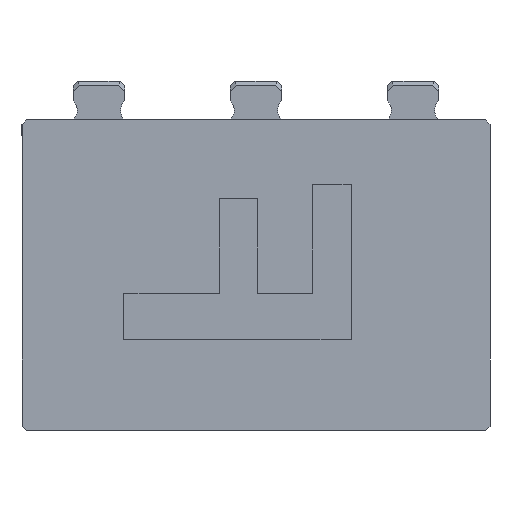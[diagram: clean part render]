
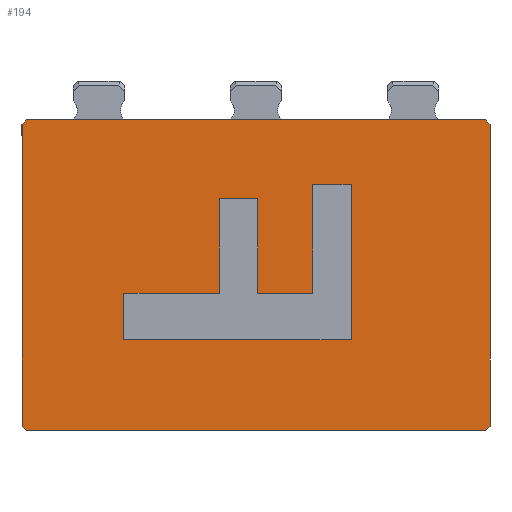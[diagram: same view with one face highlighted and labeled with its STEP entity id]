
A CAD part, front view. The second image highlights one B-rep face of the part: STEP entity #194.
In plain terms, the highlighted planar face has unit normal (0, -1, 0).
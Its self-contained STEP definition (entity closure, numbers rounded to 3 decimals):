
#194=ADVANCED_FACE('',(#435),#3773,.T.);
#435=FACE_OUTER_BOUND('',#676,.T.);
#676=EDGE_LOOP('',(#1666,#1667,#1668,#1669,#1670,#1671,#1672,#1673));
#1666=ORIENTED_EDGE('',*,*,#2456,.T.);
#1667=ORIENTED_EDGE('',*,*,#2460,.T.);
#1668=ORIENTED_EDGE('',*,*,#2463,.T.);
#1669=ORIENTED_EDGE('',*,*,#2466,.T.);
#1670=ORIENTED_EDGE('',*,*,#2469,.T.);
#1671=ORIENTED_EDGE('',*,*,#2472,.T.);
#1672=ORIENTED_EDGE('',*,*,#2475,.T.);
#1673=ORIENTED_EDGE('',*,*,#2477,.T.);
#2456=EDGE_CURVE('',#3587,#3586,#2795,.T.);
#2460=EDGE_CURVE('',#3586,#3589,#2799,.T.);
#2463=EDGE_CURVE('',#3589,#3591,#2802,.T.);
#2466=EDGE_CURVE('',#3591,#3593,#2805,.T.);
#2469=EDGE_CURVE('',#3593,#3595,#2808,.T.);
#2472=EDGE_CURVE('',#3595,#3597,#2811,.T.);
#2475=EDGE_CURVE('',#3597,#3599,#2814,.T.);
#2477=EDGE_CURVE('',#3599,#3587,#2816,.T.);
#2795=B_SPLINE_CURVE_WITH_KNOTS('',1,(#7307,#7308),.UNSPECIFIED.,.F.,.F.,
(2,2),(-696.99,-650.83),.UNSPECIFIED.);
#2799=B_SPLINE_CURVE_WITH_KNOTS('',1,(#7315,#7316),.UNSPECIFIED.,.F.,.F.,
(2,2),(-650.83,-649.84),.UNSPECIFIED.);
#2802=B_SPLINE_CURVE_WITH_KNOTS('',1,(#7321,#7322),.UNSPECIFIED.,.F.,.F.,
(2,2),(-649.84,-579.68),.UNSPECIFIED.);
#2805=B_SPLINE_CURVE_WITH_KNOTS('',1,(#7327,#7328),.UNSPECIFIED.,.F.,.F.,
(2,2),(-579.68,-578.69),.UNSPECIFIED.);
#2808=B_SPLINE_CURVE_WITH_KNOTS('',1,(#7333,#7334),.UNSPECIFIED.,.F.,.F.,
(2,2),(-578.69,-532.53),.UNSPECIFIED.);
#2811=B_SPLINE_CURVE_WITH_KNOTS('',1,(#7339,#7340),.UNSPECIFIED.,.F.,.F.,
(2,2),(-532.53,-531.54),.UNSPECIFIED.);
#2814=B_SPLINE_CURVE_WITH_KNOTS('',1,(#7345,#7346),.UNSPECIFIED.,.F.,.F.,
(2,2),(-531.54,-461.38),.UNSPECIFIED.);
#2816=B_SPLINE_CURVE_WITH_KNOTS('',1,(#7349,#7350),.UNSPECIFIED.,.F.,.F.,
(2,2),(-461.38,-460.39),.UNSPECIFIED.);
#3586=VERTEX_POINT('',#7253);
#3587=VERTEX_POINT('',#7254);
#3589=VERTEX_POINT('',#7256);
#3591=VERTEX_POINT('',#7258);
#3593=VERTEX_POINT('',#7260);
#3595=VERTEX_POINT('',#7262);
#3597=VERTEX_POINT('',#7264);
#3599=VERTEX_POINT('',#7266);
#3773=PLANE('',#4034);
#4034=AXIS2_PLACEMENT_3D('',#7025,#4157,$);
#4157=DIRECTION('',(0.,-1.,0.));
#7025=CARTESIAN_POINT('',(81.196,78.928,-6.062));
#7253=CARTESIAN_POINT('',(163.321,78.928,47.8));
#7254=CARTESIAN_POINT('',(163.321,78.928,0.7));
#7256=CARTESIAN_POINT('',(162.621,78.928,48.5));
#7258=CARTESIAN_POINT('',(91.021,78.928,48.5));
#7260=CARTESIAN_POINT('',(90.321,78.928,47.8));
#7262=CARTESIAN_POINT('',(90.321,78.928,0.7));
#7264=CARTESIAN_POINT('',(91.021,78.928,0.));
#7266=CARTESIAN_POINT('',(162.621,78.928,0.));
#7307=CARTESIAN_POINT('',(163.321,78.928,0.7));
#7308=CARTESIAN_POINT('',(163.321,78.928,47.8));
#7315=CARTESIAN_POINT('',(163.321,78.928,47.8));
#7316=CARTESIAN_POINT('',(162.621,78.928,48.5));
#7321=CARTESIAN_POINT('',(162.621,78.928,48.5));
#7322=CARTESIAN_POINT('',(91.021,78.928,48.5));
#7327=CARTESIAN_POINT('',(91.021,78.928,48.5));
#7328=CARTESIAN_POINT('',(90.321,78.928,47.8));
#7333=CARTESIAN_POINT('',(90.321,78.928,47.8));
#7334=CARTESIAN_POINT('',(90.321,78.928,0.7));
#7339=CARTESIAN_POINT('',(90.321,78.928,0.7));
#7340=CARTESIAN_POINT('',(91.021,78.928,0.));
#7345=CARTESIAN_POINT('',(91.021,78.928,0.));
#7346=CARTESIAN_POINT('',(162.621,78.928,0.));
#7349=CARTESIAN_POINT('',(162.621,78.928,0.));
#7350=CARTESIAN_POINT('',(163.321,78.928,0.7));
